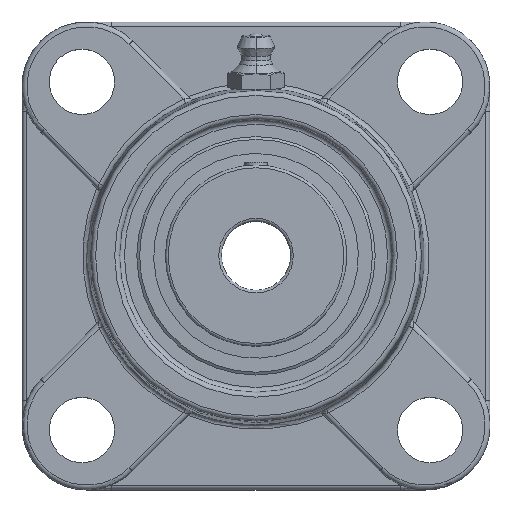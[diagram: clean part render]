
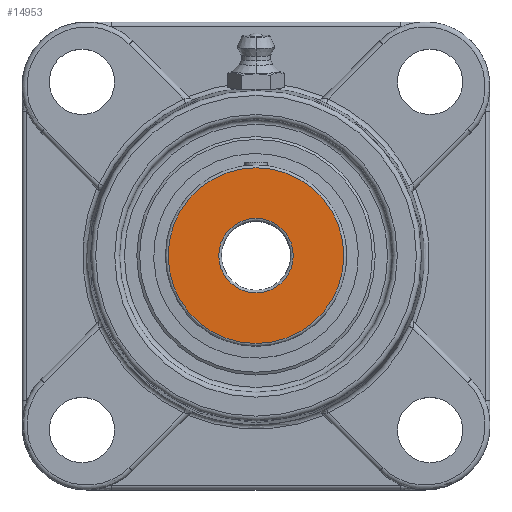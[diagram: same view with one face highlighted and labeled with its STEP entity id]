
A CAD part, top view. The second image highlights one B-rep face of the part: STEP entity #14953.
In plain terms, the highlighted face is planar.
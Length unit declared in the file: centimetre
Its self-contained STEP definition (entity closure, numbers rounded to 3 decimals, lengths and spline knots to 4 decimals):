
#14892=CARTESIAN_POINT('',(3.255,0.,1.615));
#14893=VERTEX_POINT('',#14892);
#14905=CARTESIAN_POINT('',(3.255,1.615,-0.));
#14906=VERTEX_POINT('',#14905);
#14907=CARTESIAN_POINT('',(3.255,0.,0.));
#14908=DIRECTION('',(-1.,0.,0.));
#14909=DIRECTION('',(0.,-1.,0.));
#14910=AXIS2_PLACEMENT_3D('',#14907,#14908,#14909);
#14911=CIRCLE('',#14910,1.615);
#14912=EDGE_CURVE('',#14893,#14906,#14911,.T.);
#14914=CARTESIAN_POINT('',(3.255,0.,0.));
#14915=DIRECTION('',(-1.,0.,0.));
#14916=DIRECTION('',(0.,-1.,0.));
#14917=AXIS2_PLACEMENT_3D('',#14914,#14915,#14916);
#14918=CIRCLE('',#14917,1.615);
#14919=EDGE_CURVE('',#14906,#14893,#14918,.T.);
#14924=CARTESIAN_POINT('',(3.255,1.15,0.));
#14925=DIRECTION('',(1.,0.,0.));
#14926=DIRECTION('',(0.,1.,0.));
#14927=AXIS2_PLACEMENT_3D('',#14924,#14925,#14926);
#14928=PLANE('',#14927);
#14929=CARTESIAN_POINT('',(3.255,0.,0.685));
#14930=VERTEX_POINT('',#14929);
#14931=CARTESIAN_POINT('',(3.255,0.685,0.));
#14932=VERTEX_POINT('',#14931);
#14933=CARTESIAN_POINT('',(3.255,0.,0.));
#14934=DIRECTION('',(1.,0.,0.));
#14935=DIRECTION('',(0.,-1.,0.));
#14936=AXIS2_PLACEMENT_3D('',#14933,#14934,#14935);
#14937=CIRCLE('',#14936,0.685);
#14938=EDGE_CURVE('',#14930,#14932,#14937,.T.);
#14939=ORIENTED_EDGE('',*,*,#14938,.F.);
#14940=CARTESIAN_POINT('',(3.255,0.,0.));
#14941=DIRECTION('',(1.,0.,0.));
#14942=DIRECTION('',(0.,-1.,0.));
#14943=AXIS2_PLACEMENT_3D('',#14940,#14941,#14942);
#14944=CIRCLE('',#14943,0.685);
#14945=EDGE_CURVE('',#14932,#14930,#14944,.T.);
#14946=ORIENTED_EDGE('',*,*,#14945,.F.);
#14947=EDGE_LOOP('',(#14939,#14946));
#14948=FACE_BOUND('',#14947,.T.);
#14949=ORIENTED_EDGE('',*,*,#14912,.F.);
#14950=ORIENTED_EDGE('',*,*,#14919,.F.);
#14951=EDGE_LOOP('',(#14949,#14950));
#14952=FACE_BOUND('',#14951,.T.);
#14953=ADVANCED_FACE('',(#14948,#14952),#14928,.T.);
